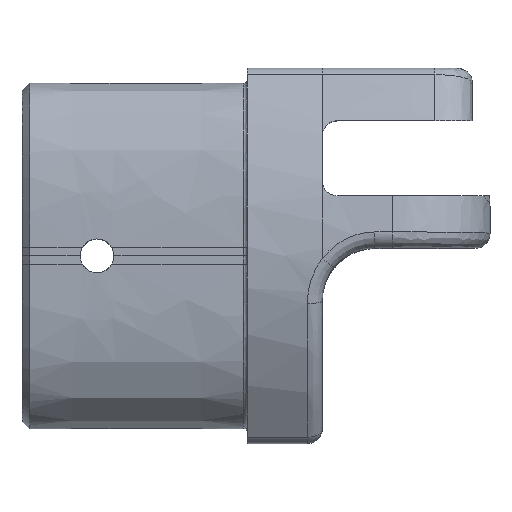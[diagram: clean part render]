
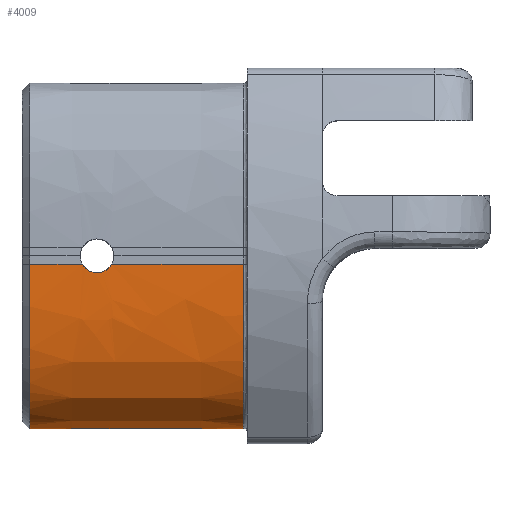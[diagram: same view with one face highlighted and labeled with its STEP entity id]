
A CAD part, top view. The second image highlights one B-rep face of the part: STEP entity #4009.
In plain terms, the highlighted face is a extrusion surface.
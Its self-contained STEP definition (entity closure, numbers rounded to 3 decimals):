
#125=CARTESIAN_POINT('Vertex',(-18.051,-1.125,-10.)) ;
#128=CARTESIAN_POINT('Axis2P3D Location',(-20.,0.,-10.)) ;
#132=CARTESIAN_POINT('Vertex',(-20.,-2.25,-10.)) ;
#135=CARTESIAN_POINT('Axis2P3D Location',(-20.,0.,-10.)) ;
#139=CARTESIAN_POINT('Vertex',(-21.949,-1.125,-10.)) ;
#170=CARTESIAN_POINT('Vertex',(-21.949,-1.125,10.)) ;
#174=CARTESIAN_POINT('Control Point',(-18.051,-1.125,10.)) ;
#175=CARTESIAN_POINT('Control Point',(-18.201,-1.384,10.)) ;
#176=CARTESIAN_POINT('Control Point',(-18.386,-1.605,10.)) ;
#177=CARTESIAN_POINT('Control Point',(-18.592,-1.784,10.)) ;
#178=CARTESIAN_POINT('Control Point',(-19.063,-2.091,10.)) ;
#179=CARTESIAN_POINT('Control Point',(-19.576,-2.236,9.999)) ;
#180=CARTESIAN_POINT('Control Point',(-19.854,-2.271,9.999)) ;
#181=CARTESIAN_POINT('Control Point',(-20.491,-2.254,9.999)) ;
#182=CARTESIAN_POINT('Control Point',(-21.105,-2.012,10.)) ;
#183=CARTESIAN_POINT('Control Point',(-21.433,-1.804,10.)) ;
#184=CARTESIAN_POINT('Control Point',(-21.729,-1.505,10.)) ;
#185=CARTESIAN_POINT('Control Point',(-21.949,-1.125,10.)) ;
#186=CARTESIAN_POINT('Vertex',(-18.051,-1.125,10.)) ;
#755=CARTESIAN_POINT('Line Origine',(-25.474,-1.125,-10.)) ;
#759=CARTESIAN_POINT('Vertex',(-29.,-1.125,-10.)) ;
#783=CARTESIAN_POINT('Vertex',(-29.,-1.125,10.)) ;
#788=CARTESIAN_POINT('Line Origine',(-25.474,-1.125,10.)) ;
#1059=CARTESIAN_POINT('Control Point',(-29.,-1.125,-10.)) ;
#1060=CARTESIAN_POINT('Control Point',(-29.,-1.366,-10.)) ;
#1061=CARTESIAN_POINT('Control Point',(-29.,-1.607,-10.)) ;
#1062=CARTESIAN_POINT('Control Point',(-29.,-1.849,-10.)) ;
#1063=CARTESIAN_POINT('Control Point',(-29.,-2.602,-9.999)) ;
#1064=CARTESIAN_POINT('Control Point',(-29.,-3.358,-9.995)) ;
#1065=CARTESIAN_POINT('Control Point',(-29.,-3.872,-9.99)) ;
#1066=CARTESIAN_POINT('Control Point',(-29.,-5.858,-9.96)) ;
#1067=CARTESIAN_POINT('Control Point',(-29.,-7.852,-9.871)) ;
#1068=CARTESIAN_POINT('Control Point',(-29.,-9.329,-9.753)) ;
#1069=CARTESIAN_POINT('Control Point',(-29.,-11.901,-9.424)) ;
#1070=CARTESIAN_POINT('Control Point',(-29.,-14.424,-8.797)) ;
#1071=CARTESIAN_POINT('Control Point',(-29.,-15.484,-8.465)) ;
#1072=CARTESIAN_POINT('Control Point',(-29.,-17.357,-7.723)) ;
#1073=CARTESIAN_POINT('Control Point',(-29.,-19.083,-6.681)) ;
#1074=CARTESIAN_POINT('Control Point',(-29.,-19.815,-6.147)) ;
#1075=CARTESIAN_POINT('Control Point',(-29.,-21.089,-4.996)) ;
#1076=CARTESIAN_POINT('Control Point',(-29.,-22.067,-3.584)) ;
#1077=CARTESIAN_POINT('Control Point',(-29.,-22.446,-2.86)) ;
#1078=CARTESIAN_POINT('Control Point',(-29.,-22.806,-1.842)) ;
#1079=CARTESIAN_POINT('Control Point',(-29.,-22.962,-0.784)) ;
#1080=CARTESIAN_POINT('Control Point',(-29.,-22.987,-0.522)) ;
#1081=CARTESIAN_POINT('Control Point',(-29.,-23.032,0.398)) ;
#1082=CARTESIAN_POINT('Control Point',(-29.,-22.919,1.318)) ;
#1083=CARTESIAN_POINT('Control Point',(-29.,-22.757,1.964)) ;
#1084=CARTESIAN_POINT('Control Point',(-29.,-22.22,3.375)) ;
#1085=CARTESIAN_POINT('Control Point',(-29.,-21.358,4.618)) ;
#1086=CARTESIAN_POINT('Control Point',(-29.,-20.792,5.25)) ;
#1087=CARTESIAN_POINT('Control Point',(-29.,-19.431,6.486)) ;
#1088=CARTESIAN_POINT('Control Point',(-29.,-17.856,7.431)) ;
#1089=CARTESIAN_POINT('Control Point',(-29.,-16.963,7.865)) ;
#1090=CARTESIAN_POINT('Control Point',(-29.,-14.862,8.705)) ;
#1091=CARTESIAN_POINT('Control Point',(-29.,-12.669,9.242)) ;
#1092=CARTESIAN_POINT('Control Point',(-29.,-11.422,9.468)) ;
#1093=CARTESIAN_POINT('Control Point',(-29.,-8.851,9.807)) ;
#1094=CARTESIAN_POINT('Control Point',(-29.,-6.274,9.948)) ;
#1095=CARTESIAN_POINT('Control Point',(-29.,-4.954,9.984)) ;
#1096=CARTESIAN_POINT('Control Point',(-29.,-3.397,9.998)) ;
#1097=CARTESIAN_POINT('Control Point',(-29.,-1.849,10.)) ;
#1098=CARTESIAN_POINT('Control Point',(-29.,-1.607,10.)) ;
#1099=CARTESIAN_POINT('Control Point',(-29.,-1.366,10.)) ;
#1100=CARTESIAN_POINT('Control Point',(-29.,-1.125,10.)) ;
#3886=CARTESIAN_POINT('Line Origine',(-9.276,-1.125,-10.)) ;
#3890=CARTESIAN_POINT('Vertex',(-0.5,-1.125,-10.)) ;
#3911=CARTESIAN_POINT('Vertex',(-0.5,-1.125,10.)) ;
#3919=CARTESIAN_POINT('Line Origine',(-9.276,-1.125,10.)) ;
#3981=CARTESIAN_POINT('Control Point',(0.,-1.125,10.)) ;
#3982=CARTESIAN_POINT('Control Point',(0.,-15.125,10.)) ;
#3983=CARTESIAN_POINT('Control Point',(0.,-29.125,10.)) ;
#3984=CARTESIAN_POINT('Control Point',(0.,-29.125,-10.)) ;
#3985=CARTESIAN_POINT('Control Point',(0.,-15.125,-10.)) ;
#3986=CARTESIAN_POINT('Control Point',(0.,-1.125,-10.)) ;
#3991=CARTESIAN_POINT('Control Point',(-0.5,-1.125,-10.)) ;
#3992=CARTESIAN_POINT('Control Point',(-0.5,-15.125,-10.)) ;
#3993=CARTESIAN_POINT('Control Point',(-0.5,-29.125,-10.)) ;
#3994=CARTESIAN_POINT('Control Point',(-0.5,-29.125,10.)) ;
#3995=CARTESIAN_POINT('Control Point',(-0.5,-15.125,10.)) ;
#3996=CARTESIAN_POINT('Control Point',(-0.5,-1.125,10.)) ;
#129=DIRECTION('Axis2P3D Direction',(0.,-0.,-1.)) ;
#136=DIRECTION('Axis2P3D Direction',(0.,-0.,-1.)) ;
#756=DIRECTION('Vector Direction',(-1.,0.,0.)) ;
#789=DIRECTION('Vector Direction',(-1.,0.,0.)) ;
#3887=DIRECTION('Vector Direction',(-1.,0.,0.)) ;
#3920=DIRECTION('Vector Direction',(-1.,0.,0.)) ;
#3987=DIRECTION('Vector Direction',(-1.,0.,0.)) ;
#130=AXIS2_PLACEMENT_3D('Circle Axis2P3D',#128,#129,$) ;
#137=AXIS2_PLACEMENT_3D('Circle Axis2P3D',#135,#136,$) ;
#3999=ORIENTED_EDGE('',*,*,#3997,.F.) ;
#4000=ORIENTED_EDGE('',*,*,#3923,.T.) ;
#4001=ORIENTED_EDGE('',*,*,#188,.T.) ;
#4002=ORIENTED_EDGE('',*,*,#792,.T.) ;
#4003=ORIENTED_EDGE('',*,*,#1101,.F.) ;
#4004=ORIENTED_EDGE('',*,*,#761,.F.) ;
#4005=ORIENTED_EDGE('',*,*,#141,.F.) ;
#4006=ORIENTED_EDGE('',*,*,#134,.F.) ;
#4007=ORIENTED_EDGE('',*,*,#3892,.F.) ;
#757=VECTOR('Line Direction',#756,1.) ;
#790=VECTOR('Line Direction',#789,1.) ;
#3888=VECTOR('Line Direction',#3887,1.) ;
#3921=VECTOR('Line Direction',#3920,1.) ;
#3988=VECTOR('Extrusion Surface Vector',#3987,1.) ;
#4009=ADVANCED_FACE('Corps principal',(#4008),#3989,.F.) ;
#173=B_SPLINE_CURVE_WITH_KNOTS('',5,(#174,#175,#176,#177,#178,#179,#180,#181,#182,#183,#184,#185),.UNSPECIFIED.,.F.,.U.,(6,3,3,6),(0.,1.711,3.671,6.185),.UNSPECIFIED.) ;
#1058=B_SPLINE_CURVE_WITH_KNOTS('',5,(#1059,#1060,#1061,#1062,#1063,#1064,#1065,#1066,#1067,#1068,#1069,#1070,#1071,#1072,#1073,#1074,#1075,#1076,#1077,#1078,#1079,#1080,#1081,#1082,#1083,#1084,#1085,#1086,#1087,#1088,#1089,#1090,#1091,#1092,#1093,#1094,#1095,#1096,#1097,#1098,#1099,#1100),.UNSPECIFIED.,.F.,.U.,(6,3,3,3,3,3,3,3,3,3,3,3,3,6),(34.659,35.912,38.567,46.15,51.778,56.322,60.376,61.687,64.996,69.229,74.234,80.683,87.46,88.713),.UNSPECIFIED.) ;
#3980=B_SPLINE_CURVE_WITH_KNOTS('',5,(#3981,#3982,#3983,#3984,#3985,#3986),.UNSPECIFIED.,.F.,.U.,(6,6),(0.,20.),.UNSPECIFIED.) ;
#3990=B_SPLINE_CURVE_WITH_KNOTS('',5,(#3991,#3992,#3993,#3994,#3995,#3996),.UNSPECIFIED.,.F.,.U.,(6,6),(-10.,10.),.UNSPECIFIED.) ;
#131=CIRCLE('generated circle',#130,2.25) ;
#138=CIRCLE('generated circle',#137,2.25) ;
#134=EDGE_CURVE('',#126,#133,#131,.T.) ;
#141=EDGE_CURVE('',#133,#140,#138,.T.) ;
#188=EDGE_CURVE('',#187,#171,#173,.T.) ;
#761=EDGE_CURVE('',#140,#760,#758,.T.) ;
#792=EDGE_CURVE('',#171,#784,#791,.T.) ;
#1101=EDGE_CURVE('',#760,#784,#1058,.T.) ;
#3892=EDGE_CURVE('',#3891,#126,#3889,.T.) ;
#3923=EDGE_CURVE('',#3912,#187,#3922,.T.) ;
#3997=EDGE_CURVE('',#3912,#3891,#3990,.F.) ;
#3998=EDGE_LOOP('',(#3999,#4000,#4001,#4002,#4003,#4004,#4005,#4006,#4007)) ;
#4008=FACE_OUTER_BOUND('',#3998,.T.) ;
#758=LINE('Line',#755,#757) ;
#791=LINE('Line',#788,#790) ;
#3889=LINE('Line',#3886,#3888) ;
#3922=LINE('Line',#3919,#3921) ;
#3989=SURFACE_OF_LINEAR_EXTRUSION('generated tabulated cylinder',#3980,#3988) ;
#126=VERTEX_POINT('',#125) ;
#133=VERTEX_POINT('',#132) ;
#140=VERTEX_POINT('',#139) ;
#171=VERTEX_POINT('',#170) ;
#187=VERTEX_POINT('',#186) ;
#760=VERTEX_POINT('',#759) ;
#784=VERTEX_POINT('',#783) ;
#3891=VERTEX_POINT('',#3890) ;
#3912=VERTEX_POINT('',#3911) ;
